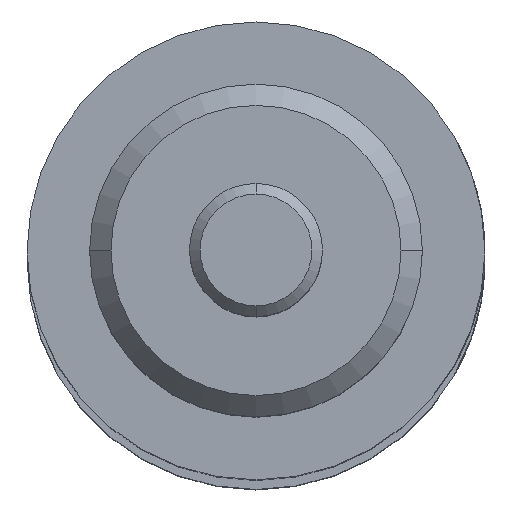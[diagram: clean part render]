
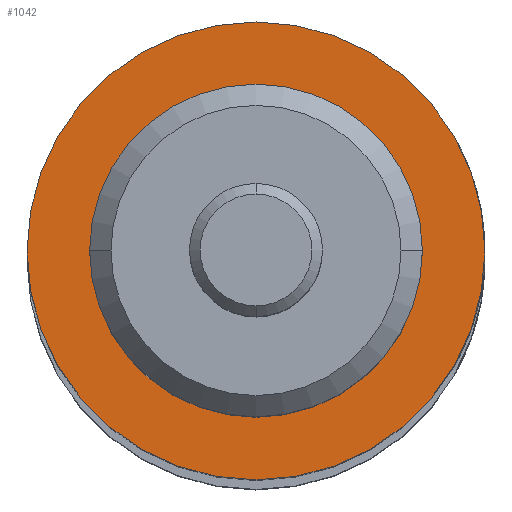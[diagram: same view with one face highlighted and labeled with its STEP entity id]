
A CAD part, top view. The second image highlights one B-rep face of the part: STEP entity #1042.
In plain terms, the highlighted face is planar.
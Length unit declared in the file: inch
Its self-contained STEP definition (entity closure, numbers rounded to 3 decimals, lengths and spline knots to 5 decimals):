
#7 = DIRECTION ( 'NONE',  ( -1., 0., 0. ) ) ;
#30 = CARTESIAN_POINT ( 'NONE',  ( 0.5, 0., -0.3125 ) ) ;
#46 = EDGE_CURVE ( 'NONE', #1966, #2021, #2488, .T. ) ;
#58 = FACE_BOUND ( 'NONE', #2141, .T. ) ;
#129 = CARTESIAN_POINT ( 'NONE',  ( 0.5, 0., -0.43 ) ) ;
#139 = AXIS2_PLACEMENT_3D ( 'NONE', #2529, #1132, #2768 ) ;
#148 = AXIS2_PLACEMENT_3D ( 'NONE', #1431, #7, #1654 ) ;
#190 = CARTESIAN_POINT ( 'NONE',  ( 0.5, 0., 0.3125 ) ) ;
#220 = CARTESIAN_POINT ( 'NONE',  ( 0.5, 0., 0. ) ) ;
#445 = VERTEX_POINT ( 'NONE', #30 ) ;
#469 = DIRECTION ( 'NONE',  ( 0., 0., 1. ) ) ;
#623 = FACE_OUTER_BOUND ( 'NONE', #864, .T. ) ;
#834 = DIRECTION ( 'NONE',  ( -1., 0., 0. ) ) ;
#838 = CARTESIAN_POINT ( 'NONE',  ( 0.5, 0.43, 0. ) ) ;
#864 = EDGE_LOOP ( 'NONE', ( #2757, #1084 ) ) ;
#1042 = ADVANCED_FACE ( 'NONE', ( #58, #623 ), #1763, .F. ) ;
#1084 = ORIENTED_EDGE ( 'NONE', *, *, #46, .T. ) ;
#1132 = DIRECTION ( 'NONE',  ( -1., 0., 0. ) ) ;
#1221 = ORIENTED_EDGE ( 'NONE', *, *, #2595, .F. ) ;
#1257 = EDGE_CURVE ( 'NONE', #2021, #1966, #1443, .T. ) ;
#1302 = CIRCLE ( 'NONE', #139, 0.3125 ) ;
#1311 = DIRECTION ( 'NONE',  ( 0., 0., -1. ) ) ;
#1431 = CARTESIAN_POINT ( 'NONE',  ( 0.5, 0., 0. ) ) ;
#1443 = CIRCLE ( 'NONE', #148, 0.43 ) ;
#1642 = AXIS2_PLACEMENT_3D ( 'NONE', #838, #2714, #1311 ) ;
#1654 = DIRECTION ( 'NONE',  ( 0., 0., 1. ) ) ;
#1763 = PLANE ( 'NONE',  #1642 ) ;
#1869 = DIRECTION ( 'NONE',  ( -1., 0., 0. ) ) ;
#1935 = AXIS2_PLACEMENT_3D ( 'NONE', #2242, #834, #2474 ) ;
#1966 = VERTEX_POINT ( 'NONE', #129 ) ;
#2021 = VERTEX_POINT ( 'NONE', #2331 ) ;
#2065 = VERTEX_POINT ( 'NONE', #190 ) ;
#2103 = ORIENTED_EDGE ( 'NONE', *, *, #2928, .F. ) ;
#2141 = EDGE_LOOP ( 'NONE', ( #2103, #1221 ) ) ;
#2242 = CARTESIAN_POINT ( 'NONE',  ( 0.5, 0., 0. ) ) ;
#2275 = CIRCLE ( 'NONE', #1935, 0.3125 ) ;
#2277 = AXIS2_PLACEMENT_3D ( 'NONE', #220, #1869, #469 ) ;
#2331 = CARTESIAN_POINT ( 'NONE',  ( 0.5, 0., 0.43 ) ) ;
#2474 = DIRECTION ( 'NONE',  ( 0., 0., 1. ) ) ;
#2488 = CIRCLE ( 'NONE', #2277, 0.43 ) ;
#2529 = CARTESIAN_POINT ( 'NONE',  ( 0.5, 0., 0. ) ) ;
#2595 = EDGE_CURVE ( 'NONE', #445, #2065, #1302, .T. ) ;
#2714 = DIRECTION ( 'NONE',  ( 1., 0., 0. ) ) ;
#2757 = ORIENTED_EDGE ( 'NONE', *, *, #1257, .T. ) ;
#2768 = DIRECTION ( 'NONE',  ( 0., 0., 1. ) ) ;
#2928 = EDGE_CURVE ( 'NONE', #2065, #445, #2275, .T. ) ;
